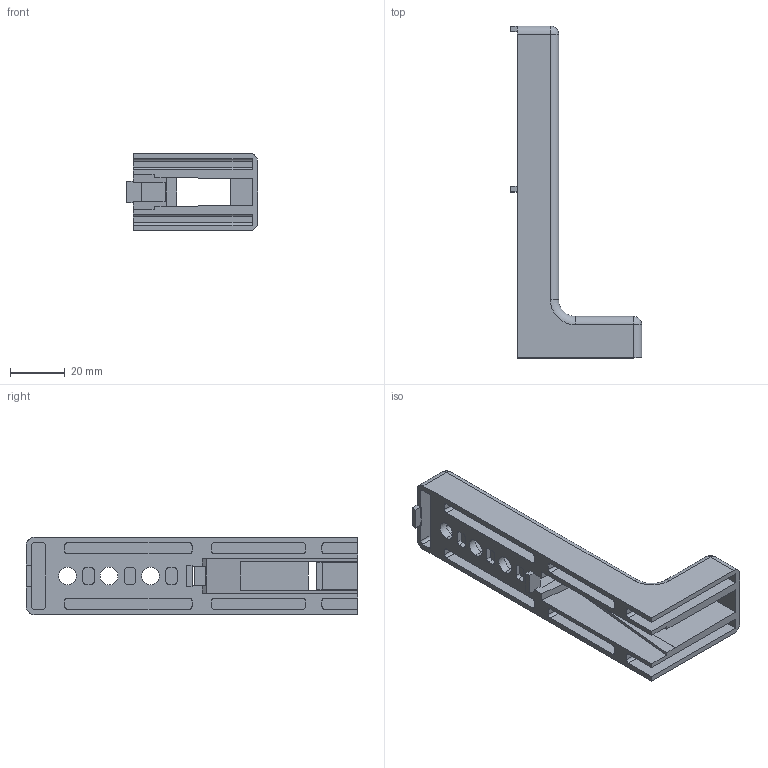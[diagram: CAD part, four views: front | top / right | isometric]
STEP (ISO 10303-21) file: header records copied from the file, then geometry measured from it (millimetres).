
FILE_DESCRIPTION(('HOOPS Exchange Step'),'2;1');
FILE_NAME('export-DA91E81A-768A-4A79-9B11-0D440FBE8ADA.stp','2022-03-14T15:16:40+01:00',('Engineering'),('Alibre'),'HOOPS Exchange 2021.0','Alibre','Unknown authorisation');
FILE_SCHEMA( ('AP242_MANAGED_MODEL_BASED_3D_ENGINEERING_MIM_LF {1 0 10303 442 1 1 4 }') );
Length unit declared in the file: millimetre
Products named in the file (1): 5878-1 Floor Bracket 120x45x28mm Compatible with ITEM-Maytec-similar
Bounding box: 47.83 x 120.84 x 28.2 mm (x, y, z)
Volume: 27699.9 mm3; surface area: 24404.2 mm2
Topology: 1 solids, 1 shells, 152 faces, 424 edges, 274 vertices
Faces by surface type: plane 89, cylinder 57, bspline 4, torus 2
Entity records: 16837 total; most frequent: CARTESIAN_POINT 12800, ORIENTED_EDGE 840, DIRECTION 838, EDGE_CURVE 420, VECTOR 302, LINE 302, VERTEX_POINT 274, AXIS2_PLACEMENT_3D 268
